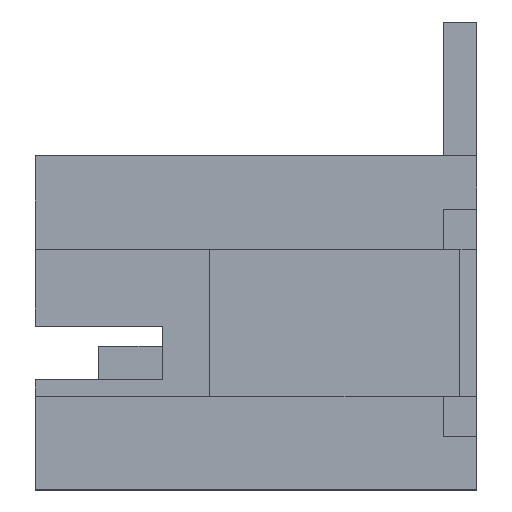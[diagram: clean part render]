
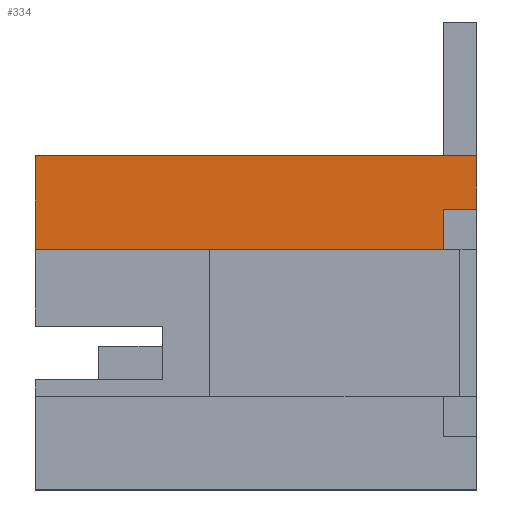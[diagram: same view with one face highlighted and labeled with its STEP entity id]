
A CAD part, left-side view. The second image highlights one B-rep face of the part: STEP entity #334.
In plain terms, the highlighted planar face has unit normal (-1, 0, 0).
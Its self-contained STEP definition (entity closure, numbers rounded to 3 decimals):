
#311 = VERTEX_POINT ( 'NONE', #2071 ) ;
#312 = EDGE_CURVE ( 'NONE', #347, #311, #2070, .T. ) ;
#313 = EDGE_CURVE ( 'NONE', #330, #347, #2066, .T. ) ;
#324 = EDGE_LOOP ( 'NONE', ( #328, #356, #354, #355, #353, #348 ) ) ;
#328 = ORIENTED_EDGE ( 'NONE', *, *, #329, .T. ) ;
#329 = EDGE_CURVE ( 'NONE', #335, #330, #2146, .T. ) ;
#330 = VERTEX_POINT ( 'NONE', #2142 ) ;
#334 = ADVANCED_FACE ( 'NONE', ( #2132 ), #2177, .T. ) ;
#335 = VERTEX_POINT ( 'NONE', #2172 ) ;
#347 = VERTEX_POINT ( 'NONE', #2153 ) ;
#348 = ORIENTED_EDGE ( 'NONE', *, *, #349, .F. ) ;
#349 = EDGE_CURVE ( 'NONE', #335, #4551, #2152, .T. ) ;
#352 = EDGE_CURVE ( 'NONE', #311, #5148, #2182, .T. ) ;
#353 = ORIENTED_EDGE ( 'NONE', *, *, #5153, .F. ) ;
#354 = ORIENTED_EDGE ( 'NONE', *, *, #312, .T. ) ;
#355 = ORIENTED_EDGE ( 'NONE', *, *, #352, .T. ) ;
#356 = ORIENTED_EDGE ( 'NONE', *, *, #313, .T. ) ;
#2063 = DIRECTION ( 'NONE',  ( 0., 0., 1. ) ) ;
#2064 = VECTOR ( 'NONE', #2063, 1000. ) ;
#2065 = CARTESIAN_POINT ( 'NONE',  ( 0., 0., 7.975 ) ) ;
#2066 = LINE ( 'NONE', #2065, #2064 ) ;
#2067 = DIRECTION ( 'NONE',  ( 0., 1., 0. ) ) ;
#2068 = VECTOR ( 'NONE', #2067, 1000. ) ;
#2069 = CARTESIAN_POINT ( 'NONE',  ( 0., 6.6, 7.975 ) ) ;
#2070 = LINE ( 'NONE', #2069, #2068 ) ;
#2071 = CARTESIAN_POINT ( 'NONE',  ( 0., 6.6, 7.975 ) ) ;
#2132 = FACE_OUTER_BOUND ( 'NONE', #324, .T. ) ;
#2142 = CARTESIAN_POINT ( 'NONE',  ( 0., 0., 7.175 ) ) ;
#2143 = DIRECTION ( 'NONE',  ( 0., -1., 0. ) ) ;
#2144 = VECTOR ( 'NONE', #2143, 1000. ) ;
#2145 = CARTESIAN_POINT ( 'NONE',  ( 0., 0.5, 7.175 ) ) ;
#2146 = LINE ( 'NONE', #2145, #2144 ) ;
#2152 = LINE ( 'NONE', #2205, #2204 ) ;
#2153 = CARTESIAN_POINT ( 'NONE',  ( 0., 0., 7.975 ) ) ;
#2172 = CARTESIAN_POINT ( 'NONE',  ( 0., 0.5, 7.175 ) ) ;
#2173 = DIRECTION ( 'NONE',  ( 0., 0., 1. ) ) ;
#2174 = DIRECTION ( 'NONE',  ( -1., 0., 0. ) ) ;
#2175 = CARTESIAN_POINT ( 'NONE',  ( 0., 6.6, 2.975 ) ) ;
#2176 = AXIS2_PLACEMENT_3D ( 'NONE', #2175, #2174, #2173 ) ;
#2177 = PLANE ( 'NONE',  #2176 ) ;
#2179 = DIRECTION ( 'NONE',  ( 0., 0., -1. ) ) ;
#2180 = VECTOR ( 'NONE', #2179, 1000. ) ;
#2181 = CARTESIAN_POINT ( 'NONE',  ( 0., 6.6, 5.425 ) ) ;
#2182 = LINE ( 'NONE', #2181, #2180 ) ;
#2203 = DIRECTION ( 'NONE',  ( 0., 0., -1. ) ) ;
#2204 = VECTOR ( 'NONE', #2203, 1000. ) ;
#2205 = CARTESIAN_POINT ( 'NONE',  ( 0., 0.5, 3.775 ) ) ;
#4551 = VERTEX_POINT ( 'NONE', #5059 ) ;
#5059 = CARTESIAN_POINT ( 'NONE',  ( 0., 0.5, 6.575 ) ) ;
#5075 = DIRECTION ( 'NONE',  ( 0., 1., 0. ) ) ;
#5076 = VECTOR ( 'NONE', #5075, 1000. ) ;
#5077 = CARTESIAN_POINT ( 'NONE',  ( 0., 0., 6.575 ) ) ;
#5078 = LINE ( 'NONE', #5077, #5076 ) ;
#5087 = CARTESIAN_POINT ( 'NONE',  ( 0., 6.6, 6.575 ) ) ;
#5148 = VERTEX_POINT ( 'NONE', #5087 ) ;
#5153 = EDGE_CURVE ( 'NONE', #4551, #5148, #5078, .T. ) ;
